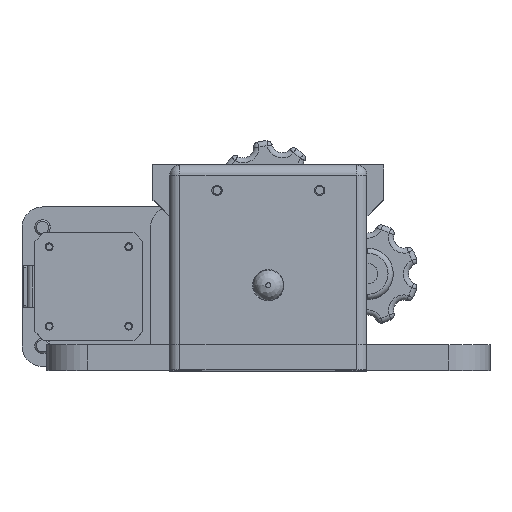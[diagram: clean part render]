
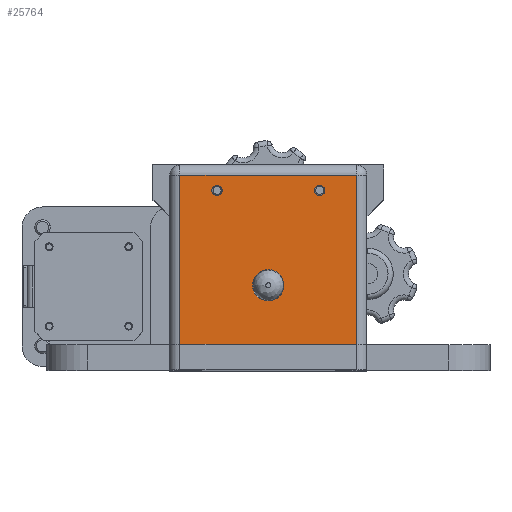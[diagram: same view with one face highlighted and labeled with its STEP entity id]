
A CAD part, top view. The second image highlights one B-rep face of the part: STEP entity #25764.
In plain terms, the highlighted planar face has unit normal (0, 0, 1).
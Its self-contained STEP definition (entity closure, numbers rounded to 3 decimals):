
#1243=FACE_BOUND('',#3514,.T.);
#1244=FACE_BOUND('',#3515,.T.);
#1245=FACE_BOUND('',#3516,.T.);
#1611=PLANE('',#28011);
#2017=FACE_OUTER_BOUND('',#3513,.T.);
#3513=EDGE_LOOP('',(#17532,#17533,#17534,#17535));
#3514=EDGE_LOOP('',(#17536));
#3515=EDGE_LOOP('',(#17537));
#3516=EDGE_LOOP('',(#17538));
#5297=LINE('',#41461,#6638);
#5300=LINE('',#41479,#6641);
#5303=LINE('',#41483,#6644);
#5306=LINE('',#41491,#6647);
#6638=VECTOR('',#32294,10.);
#6641=VECTOR('',#32313,10.);
#6644=VECTOR('',#32318,10.);
#6647=VECTOR('',#32327,10.);
#8029=CIRCLE('',#28012,6.1);
#8030=CIRCLE('',#28013,2.);
#8031=CIRCLE('',#28014,2.);
#10392=VERTEX_POINT('',#41450);
#10395=VERTEX_POINT('',#41457);
#10401=VERTEX_POINT('',#41472);
#10403=VERTEX_POINT('',#41477);
#10406=VERTEX_POINT('',#41492);
#10407=VERTEX_POINT('',#41494);
#10408=VERTEX_POINT('',#41496);
#13281=EDGE_CURVE('',#10392,#10395,#5297,.T.);
#13289=EDGE_CURVE('',#10403,#10401,#5300,.T.);
#13292=EDGE_CURVE('',#10401,#10392,#5303,.T.);
#13296=EDGE_CURVE('',#10403,#10395,#5306,.T.);
#13297=EDGE_CURVE('',#10406,#10406,#8029,.T.);
#13298=EDGE_CURVE('',#10407,#10407,#8030,.T.);
#13299=EDGE_CURVE('',#10408,#10408,#8031,.T.);
#17532=ORIENTED_EDGE('',*,*,#13281,.F.);
#17533=ORIENTED_EDGE('',*,*,#13292,.F.);
#17534=ORIENTED_EDGE('',*,*,#13289,.F.);
#17535=ORIENTED_EDGE('',*,*,#13296,.T.);
#17536=ORIENTED_EDGE('',*,*,#13297,.T.);
#17537=ORIENTED_EDGE('',*,*,#13298,.T.);
#17538=ORIENTED_EDGE('',*,*,#13299,.T.);
#25764=ADVANCED_FACE('',(#2017,#1243,#1244,#1245),#1611,.T.);
#28011=AXIS2_PLACEMENT_3D('',#41490,#32325,#32326);
#28012=AXIS2_PLACEMENT_3D('',#41493,#32328,#32329);
#28013=AXIS2_PLACEMENT_3D('',#41495,#32330,#32331);
#28014=AXIS2_PLACEMENT_3D('',#41497,#32332,#32333);
#32294=DIRECTION('',(0.,-1.,0.));
#32313=DIRECTION('',(0.,1.,0.));
#32318=DIRECTION('',(1.,0.,0.));
#32325=DIRECTION('center_axis',(0.,0.,1.));
#32326=DIRECTION('ref_axis',(1.,0.,0.));
#32327=DIRECTION('',(1.,0.,0.));
#32328=DIRECTION('center_axis',(0.,0.,-1.));
#32329=DIRECTION('ref_axis',(1.,0.,0.));
#32330=DIRECTION('center_axis',(0.,0.,-1.));
#32331=DIRECTION('ref_axis',(-1.,0.,0.));
#32332=DIRECTION('center_axis',(0.,0.,-1.));
#32333=DIRECTION('ref_axis',(-1.,0.,0.));
#41450=CARTESIAN_POINT('',(34.5,76.,150.));
#41457=CARTESIAN_POINT('',(34.5,10.,150.));
#41461=CARTESIAN_POINT('',(34.5,10.,150.));
#41472=CARTESIAN_POINT('',(-34.5,76.,150.));
#41477=CARTESIAN_POINT('',(-34.5,10.,150.));
#41479=CARTESIAN_POINT('',(-34.5,10.,150.));
#41483=CARTESIAN_POINT('',(-19.25,76.,150.));
#41490=CARTESIAN_POINT('Origin',(-38.5,10.,150.));
#41491=CARTESIAN_POINT('',(-38.5,10.,150.));
#41492=CARTESIAN_POINT('',(-6.1,33.,150.));
#41493=CARTESIAN_POINT('Origin',(0.,33.,150.));
#41494=CARTESIAN_POINT('',(22.,70.,150.));
#41495=CARTESIAN_POINT('Origin',(20.,70.,150.));
#41496=CARTESIAN_POINT('',(-18.,70.,150.));
#41497=CARTESIAN_POINT('Origin',(-20.,70.,150.));
